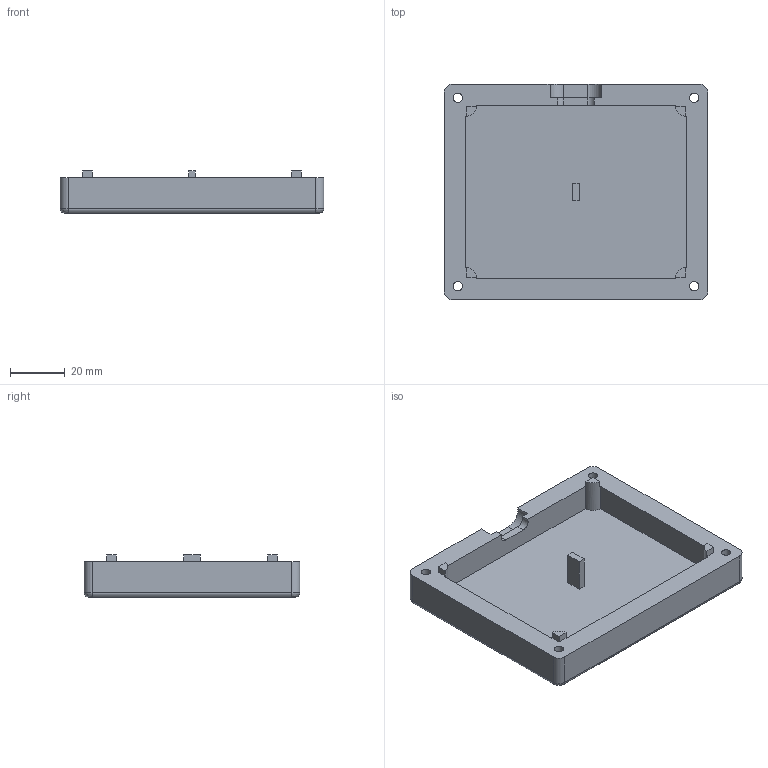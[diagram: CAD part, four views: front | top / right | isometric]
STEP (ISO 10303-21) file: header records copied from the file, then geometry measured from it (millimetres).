
FILE_DESCRIPTION(/* description */ (''),/* implementation_level */ '2;1');
FILE_NAME(/* name */ 'Bottom part.step',/* time_stamp */ '2026-02-19T20:35:52+01:00',/* author */ (''),/* organization */ (''),/* preprocessor_version */ 'ST-DEVELOPER v20.1',/* originating_system */ 'Autodesk Translation Framework v14.24.0.0',/* authorisation */ '');
FILE_SCHEMA (('AUTOMOTIVE_DESIGN { 1 0 10303 214 3 1 1 }'));
Length unit declared in the file: millimetre
Products named in the file (1): Bottom part
Bounding box: 96.45 x 78.95 x 15.4 mm (x, y, z)
Volume: 46916 mm3; surface area: 23181.9 mm2
Topology: 1 solids, 1 shells, 63 faces, 160 edges, 104 vertices
Faces by surface type: plane 35, cylinder 24, bspline 4
Full cylindrical faces by diameter (mm): 3.4 x4, 6.2 x4
Entity records: 1982 total; most frequent: CARTESIAN_POINT 360, DIRECTION 340, ORIENTED_EDGE 320, EDGE_CURVE 160, AXIS2_PLACEMENT_3D 120, VERTEX_POINT 104, LINE 100, VECTOR 100
